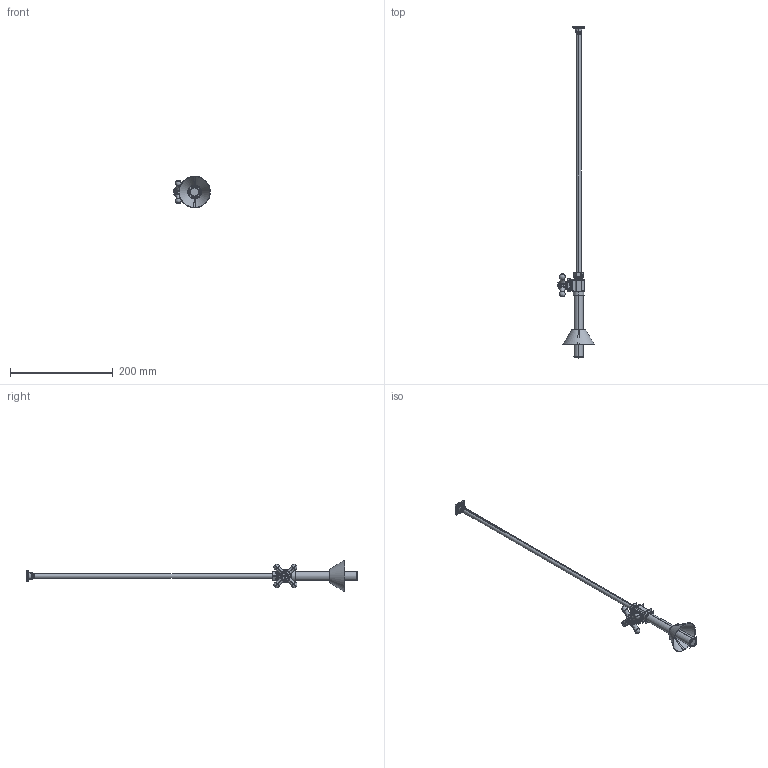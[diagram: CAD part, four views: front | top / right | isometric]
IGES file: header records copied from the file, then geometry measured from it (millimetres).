
Start section:  PTC IGES file: 4774_asm.igs
Global section: file name: 4774_asm.igs; native system: Creo Parametric by PTC Inc.; preprocessor: 2018400; author: rsmith; organization: Unknown; date: 20211026.110447; units: inch
Bounding box: 71.78 x 646.21 x 61.52 mm (x, y, z)
Surface area: 132942.2 mm2 (no closed solid volume)
Topology: 0 solids, 0 shells, 1324 faces, 15267 edges, 17672 vertices
Faces by surface type: revolution 710, bspline 614
